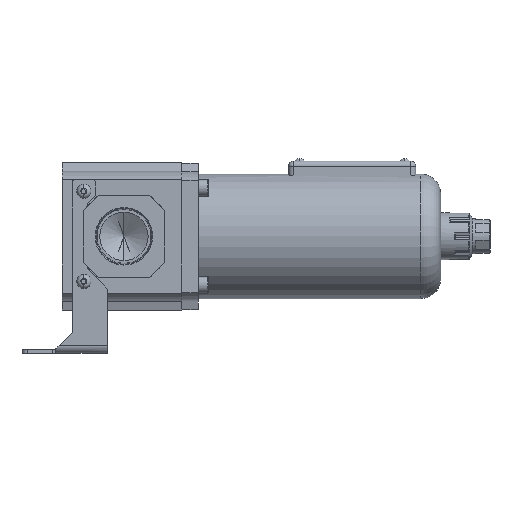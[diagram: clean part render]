
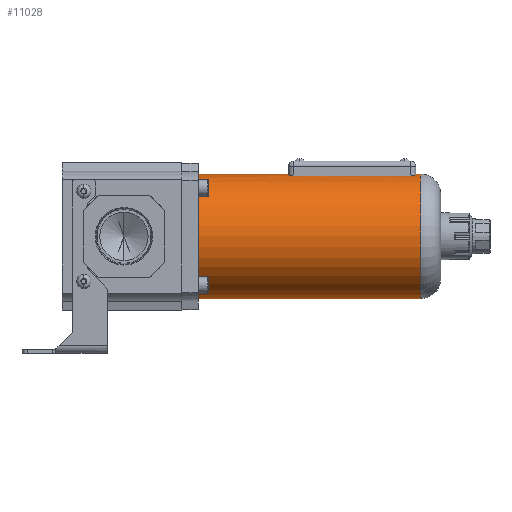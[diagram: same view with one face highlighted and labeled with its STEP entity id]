
A CAD part, left-side view. The second image highlights one B-rep face of the part: STEP entity #11028.
In plain terms, the highlighted cylindrical face has radius 37.25 mm (diameter 74.5 mm), a partial arc.
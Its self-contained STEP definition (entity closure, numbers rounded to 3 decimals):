
#35 = CARTESIAN_POINT ( 'NONE',  ( -6.2, -174.5, 36.73 ) ) ;
#70 = CARTESIAN_POINT ( 'NONE',  ( 0., -177.5, -37.25 ) ) ;
#291 = CARTESIAN_POINT ( 'NONE',  ( -8.452, -99.508, 36.279 ) ) ;
#319 = DIRECTION ( 'NONE',  ( 0., 1., 0. ) ) ;
#370 = EDGE_CURVE ( 'NONE', #5114, #2855, #8138, .T. ) ;
#456 = CIRCLE ( 'NONE', #11243, 37.25 ) ;
#560 = FACE_OUTER_BOUND ( 'NONE', #8931, .T. ) ;
#569 = CARTESIAN_POINT ( 'NONE',  ( -8.575, -173.343, 36.25 ) ) ;
#747 = CARTESIAN_POINT ( 'NONE',  ( -6.2, -98.5, 36.73 ) ) ;
#1063 = EDGE_CURVE ( 'NONE', #10919, #2855, #8856, .T. ) ;
#1178 = CARTESIAN_POINT ( 'NONE',  ( 0., -98.5, 0. ) ) ;
#1194 = CARTESIAN_POINT ( 'NONE',  ( -7.703, -98.875, 36.447 ) ) ;
#1219 = ORIENTED_EDGE ( 'NONE', *, *, #1659, .F. ) ;
#1246 = ORIENTED_EDGE ( 'NONE', *, *, #6063, .F. ) ;
#1343 = DIRECTION ( 'NONE',  ( 0., 1., 0. ) ) ;
#1354 = VERTEX_POINT ( 'NONE', #3785 ) ;
#1438 = CARTESIAN_POINT ( 'NONE',  ( -6.397, -174.5, 36.697 ) ) ;
#1476 = CARTESIAN_POINT ( 'NONE',  ( -8.891, -172.841, 36.174 ) ) ;
#1659 = EDGE_CURVE ( 'NONE', #5390, #8151, #7396, .T. ) ;
#1680 = EDGE_CURVE ( 'NONE', #5114, #10577, #456, .T. ) ;
#1790 = VERTEX_POINT ( 'NONE', #9800 ) ;
#1910 = DIRECTION ( 'NONE',  ( 0., 0., 1. ) ) ;
#2073 = CARTESIAN_POINT ( 'NONE',  ( -9.18, -101.103, 36.101 ) ) ;
#2077 = ORIENTED_EDGE ( 'NONE', *, *, #1063, .T. ) ;
#2102 = CARTESIAN_POINT ( 'NONE',  ( 0., -177.5, 37.25 ) ) ;
#2110 = DIRECTION ( 'NONE',  ( 0., 0., 1. ) ) ;
#2129 = CARTESIAN_POINT ( 'NONE',  ( -6.977, -98.596, 36.591 ) ) ;
#2396 = CARTESIAN_POINT ( 'NONE',  ( -9.2, -171.901, 36.096 ) ) ;
#2602 = DIRECTION ( 'NONE',  ( 0., 1., 0. ) ) ;
#2615 = CARTESIAN_POINT ( 'NONE',  ( 0., -44.5, 37.25 ) ) ;
#2694 = CARTESIAN_POINT ( 'NONE',  ( 0., -44.5, 0. ) ) ;
#2714 = ORIENTED_EDGE ( 'NONE', *, *, #10202, .T. ) ;
#2749 = VERTEX_POINT ( 'NONE', #35 ) ;
#2791 = EDGE_CURVE ( 'NONE', #10577, #1790, #4540, .T. ) ;
#2855 = VERTEX_POINT ( 'NONE', #9529 ) ;
#2950 = EDGE_CURVE ( 'NONE', #11111, #8151, #5468, .T. ) ;
#2995 = CARTESIAN_POINT ( 'NONE',  ( -9.2, -101.5, 36.096 ) ) ;
#3003 = DIRECTION ( 'NONE',  ( 0., 1., 0. ) ) ;
#3039 = CARTESIAN_POINT ( 'NONE',  ( -6.397, -98.5, 36.697 ) ) ;
#3082 = B_SPLINE_CURVE_WITH_KNOTS ( 'NONE', 3,
 ( #5969, #1438, #8711, #3273, #9595, #4192, #10506, #5103, #11410, #6008, #569, #6902, #1476, #7831, #2396, #8743 ),
 .UNSPECIFIED., .F., .F.,
 ( 4, 2, 2, 2, 2, 2, 2, 4 ),
 ( 0., 0.001, 0.001, 0.002, 0.002, 0.003, 0.004, 0.005 ),
 .UNSPECIFIED. ) ;
#3129 = CARTESIAN_POINT ( 'NONE',  ( 0., -189.5, -37.25 ) ) ;
#3151 = DIRECTION ( 'NONE',  ( 0., 1., 0. ) ) ;
#3273 = CARTESIAN_POINT ( 'NONE',  ( -6.972, -174.405, 36.592 ) ) ;
#3607 = DIRECTION ( 'NONE',  ( 0., 0., -1. ) ) ;
#3738 = VECTOR ( 'NONE', #11375, 1000. ) ;
#3785 = CARTESIAN_POINT ( 'NONE',  ( -9.2, -171.5, 36.096 ) ) ;
#3907 = CARTESIAN_POINT ( 'NONE',  ( -9.103, -100.716, 36.121 ) ) ;
#4042 = ORIENTED_EDGE ( 'NONE', *, *, #11543, .F. ) ;
#4192 = CARTESIAN_POINT ( 'NONE',  ( -7.523, -174.2, 36.483 ) ) ;
#4540 = LINE ( 'NONE', #5579, #9080 ) ;
#4710 = EDGE_CURVE ( 'NONE', #5390, #10919, #8613, .T. ) ;
#4819 = CARTESIAN_POINT ( 'NONE',  ( -8.891, -100.16, 36.173 ) ) ;
#5001 = ORIENTED_EDGE ( 'NONE', *, *, #1680, .T. ) ;
#5058 = CARTESIAN_POINT ( 'NONE',  ( -9.2, -189.5, 36.096 ) ) ;
#5103 = CARTESIAN_POINT ( 'NONE',  ( -8.019, -173.894, 36.377 ) ) ;
#5114 = VERTEX_POINT ( 'NONE', #70 ) ;
#5390 = VERTEX_POINT ( 'NONE', #5641 ) ;
#5468 = B_SPLINE_CURVE_WITH_KNOTS ( 'NONE', 3,
 ( #2995, #8427, #2073, #3907, #10228, #4819, #11123, #5734, #291, #6642, #1194, #7547, #2129, #8466, #3039, #9373 ),
 .UNSPECIFIED., .F., .F.,
 ( 4, 2, 2, 2, 2, 2, 2, 4 ),
 ( 0., 0.001, 0.001, 0.002, 0.002, 0.004, 0.004, 0.005 ),
 .UNSPECIFIED. ) ;
#5525 = DIRECTION ( 'NONE',  ( 0., 1., 0. ) ) ;
#5579 = CARTESIAN_POINT ( 'NONE',  ( 0., -189.5, 37.25 ) ) ;
#5621 = AXIS2_PLACEMENT_3D ( 'NONE', #2694, #9029, #3607 ) ;
#5641 = CARTESIAN_POINT ( 'NONE',  ( 0., -98.5, 37.25 ) ) ;
#5734 = CARTESIAN_POINT ( 'NONE',  ( -8.579, -99.661, 36.249 ) ) ;
#5761 = CARTESIAN_POINT ( 'NONE',  ( 0., -177.5, 0. ) ) ;
#5969 = CARTESIAN_POINT ( 'NONE',  ( -6.2, -174.5, 36.73 ) ) ;
#6008 = CARTESIAN_POINT ( 'NONE',  ( -8.451, -173.493, 36.279 ) ) ;
#6063 = EDGE_CURVE ( 'NONE', #11111, #1354, #10936, .T. ) ;
#6330 = AXIS2_PLACEMENT_3D ( 'NONE', #7337, #5525, #1910 ) ;
#6642 = CARTESIAN_POINT ( 'NONE',  ( -8.036, -99.096, 36.374 ) ) ;
#6672 = DIRECTION ( 'NONE',  ( 0., 0., -1. ) ) ;
#6788 = CARTESIAN_POINT ( 'NONE',  ( 0., -174.5, 0. ) ) ;
#6902 = CARTESIAN_POINT ( 'NONE',  ( -8.796, -173.017, 36.197 ) ) ;
#7086 = ORIENTED_EDGE ( 'NONE', *, *, #370, .F. ) ;
#7337 = CARTESIAN_POINT ( 'NONE',  ( 0., -189.5, 0. ) ) ;
#7396 = CIRCLE ( 'NONE', #9428, 37.25 ) ;
#7489 = CIRCLE ( 'NONE', #10121, 37.25 ) ;
#7500 = CYLINDRICAL_SURFACE ( 'NONE', #6330, 37.25 ) ;
#7530 = DIRECTION ( 'NONE',  ( 0., -1., 0. ) ) ;
#7547 = CARTESIAN_POINT ( 'NONE',  ( -7.165, -98.653, 36.555 ) ) ;
#7707 = DIRECTION ( 'NONE',  ( 0., 0., -1. ) ) ;
#7831 = CARTESIAN_POINT ( 'NONE',  ( -9.119, -172.298, 36.117 ) ) ;
#7870 = VECTOR ( 'NONE', #3003, 1000. ) ;
#8138 = LINE ( 'NONE', #3129, #7870 ) ;
#8151 = VERTEX_POINT ( 'NONE', #747 ) ;
#8307 = VECTOR ( 'NONE', #2602, 1000. ) ;
#8427 = CARTESIAN_POINT ( 'NONE',  ( -9.2, -101.3, 36.096 ) ) ;
#8466 = CARTESIAN_POINT ( 'NONE',  ( -6.592, -98.519, 36.663 ) ) ;
#8613 = LINE ( 'NONE', #11604, #8307 ) ;
#8711 = CARTESIAN_POINT ( 'NONE',  ( -6.591, -174.481, 36.663 ) ) ;
#8743 = CARTESIAN_POINT ( 'NONE',  ( -9.2, -171.5, 36.096 ) ) ;
#8856 = CIRCLE ( 'NONE', #5621, 37.25 ) ;
#8931 = EDGE_LOOP ( 'NONE', ( #7086, #5001, #9348, #4042, #2714, #1246, #10970, #1219, #11008, #2077 ) ) ;
#9029 = DIRECTION ( 'NONE',  ( 0., -1., 0. ) ) ;
#9080 = VECTOR ( 'NONE', #3151, 1000. ) ;
#9296 = CARTESIAN_POINT ( 'NONE',  ( -9.2, -101.5, 36.096 ) ) ;
#9348 = ORIENTED_EDGE ( 'NONE', *, *, #2791, .T. ) ;
#9373 = CARTESIAN_POINT ( 'NONE',  ( -6.2, -98.5, 36.73 ) ) ;
#9428 = AXIS2_PLACEMENT_3D ( 'NONE', #1178, #7530, #2110 ) ;
#9529 = CARTESIAN_POINT ( 'NONE',  ( 0., -44.5, -37.25 ) ) ;
#9595 = CARTESIAN_POINT ( 'NONE',  ( -7.161, -174.349, 36.556 ) ) ;
#9800 = CARTESIAN_POINT ( 'NONE',  ( 0., -174.5, 37.25 ) ) ;
#10121 = AXIS2_PLACEMENT_3D ( 'NONE', #6788, #1343, #7707 ) ;
#10202 = EDGE_CURVE ( 'NONE', #2749, #1354, #3082, .T. ) ;
#10228 = CARTESIAN_POINT ( 'NONE',  ( -9.044, -100.524, 36.136 ) ) ;
#10506 = CARTESIAN_POINT ( 'NONE',  ( -7.694, -174.109, 36.447 ) ) ;
#10577 = VERTEX_POINT ( 'NONE', #2102 ) ;
#10919 = VERTEX_POINT ( 'NONE', #2615 ) ;
#10936 = LINE ( 'NONE', #5058, #3738 ) ;
#10970 = ORIENTED_EDGE ( 'NONE', *, *, #2950, .T. ) ;
#11008 = ORIENTED_EDGE ( 'NONE', *, *, #4710, .T. ) ;
#11028 = ADVANCED_FACE ( 'NONE', ( #560 ), #7500, .T. ) ;
#11111 = VERTEX_POINT ( 'NONE', #9296 ) ;
#11123 = CARTESIAN_POINT ( 'NONE',  ( -8.798, -99.987, 36.196 ) ) ;
#11243 = AXIS2_PLACEMENT_3D ( 'NONE', #5761, #319, #6672 ) ;
#11375 = DIRECTION ( 'NONE',  ( 0., -1., 0. ) ) ;
#11410 = CARTESIAN_POINT ( 'NONE',  ( -8.173, -173.768, 36.343 ) ) ;
#11543 = EDGE_CURVE ( 'NONE', #2749, #1790, #7489, .T. ) ;
#11604 = CARTESIAN_POINT ( 'NONE',  ( 0., -189.5, 37.25 ) ) ;
